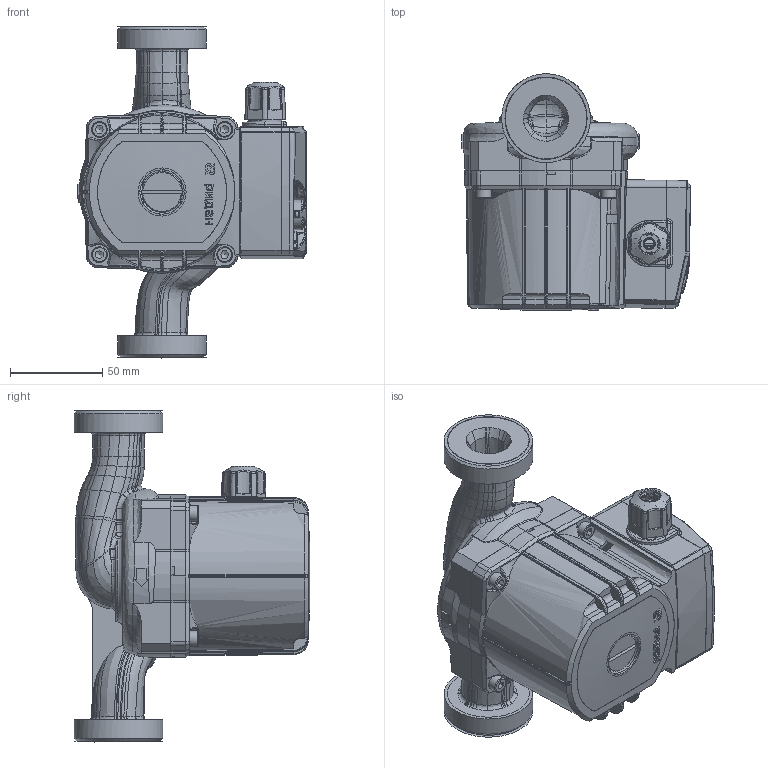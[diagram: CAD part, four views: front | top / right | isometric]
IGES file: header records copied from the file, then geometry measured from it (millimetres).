
Global section: file name: 015P1209 (RWS 25-60SB); native system: AutoCAD 2021 — Русский (Russian),62HAutod; preprocessor: esk Translation Framework DWG producer (atf_dwg_producer); organization: unknown; date: 20240903.220204; units: millimetre
Bounding box: 124.14 x 127.93 x 180 mm (x, y, z)
Volume: 309753.4 mm3; surface area: 215587.1 mm2
Topology: 37 solids, 37 shells, 4134 faces, 11602 edges, 7685 vertices
Faces by surface type: bspline 4114, revolution 20
